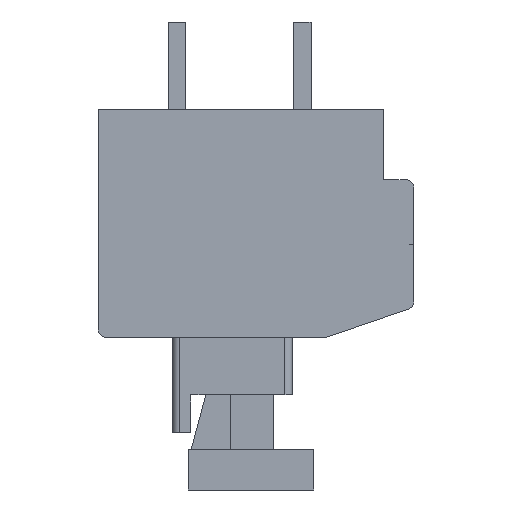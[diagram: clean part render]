
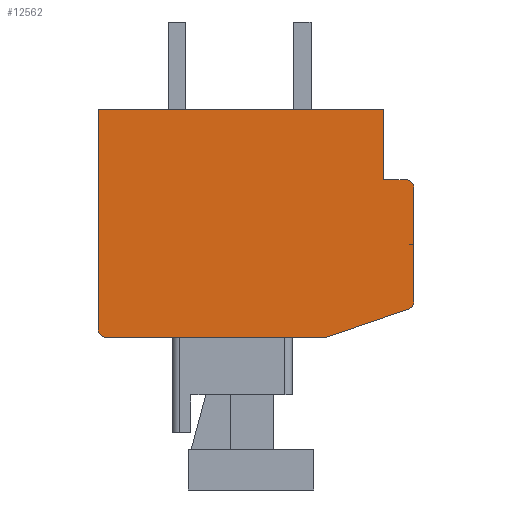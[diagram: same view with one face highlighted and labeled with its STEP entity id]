
A CAD part, front view. The second image highlights one B-rep face of the part: STEP entity #12562.
In plain terms, the highlighted planar face has unit normal (0, -1, 0).
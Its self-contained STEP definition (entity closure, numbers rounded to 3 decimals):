
#1=CARTESIAN_POINT('',(6.,-89.24,-3.136));
#2=DIRECTION('',(0.,-1.,0.));
#3=DIRECTION('',(0.324,0.,-0.946));
#4=AXIS2_PLACEMENT_3D('',#1,#2,#3);
#6=DIRECTION('',(-0.946,0.,-0.324));
#7=VECTOR('',#6,3.486);
#8=CARTESIAN_POINT('',(6.097,-89.24,-3.419));
#9=LINE('',#8,#7);
#10=DIRECTION('',(-1.,0.,0.));
#11=VECTOR('',#10,8.8);
#12=CARTESIAN_POINT('',(2.8,-89.24,-4.55));
#13=LINE('',#12,#11);
#14=CARTESIAN_POINT('',(-6.,-89.24,-4.25));
#15=DIRECTION('',(0.,-1.,0.));
#16=DIRECTION('',(-1.,0.,0.));
#17=AXIS2_PLACEMENT_3D('',#14,#15,#16);
#19=DIRECTION('',(0.,0.,1.));
#20=VECTOR('',#19,8.8);
#21=CARTESIAN_POINT('',(-6.3,-89.24,-4.25));
#22=LINE('',#21,#20);
#23=DIRECTION('',(1.,0.,0.));
#24=VECTOR('',#23,11.4);
#25=CARTESIAN_POINT('',(-6.3,-89.24,4.55));
#26=LINE('',#25,#24);
#27=DIRECTION('',(0.,0.,-1.));
#28=VECTOR('',#27,2.8);
#29=CARTESIAN_POINT('',(5.1,-89.24,4.55));
#30=LINE('',#29,#28);
#31=DIRECTION('',(1.,0.,0.));
#32=VECTOR('',#31,0.9);
#33=CARTESIAN_POINT('',(5.1,-89.24,1.75));
#34=LINE('',#33,#32);
#35=CARTESIAN_POINT('',(6.,-89.24,1.45));
#36=DIRECTION('',(0.,-1.,0.));
#37=DIRECTION('',(1.,0.,0.));
#38=AXIS2_PLACEMENT_3D('',#35,#36,#37);
#40=DIRECTION('',(0.,0.,-1.));
#41=VECTOR('',#40,4.586);
#42=CARTESIAN_POINT('',(6.3,-89.24,1.45));
#43=LINE('',#42,#41);
#9583=CARTESIAN_POINT('',(-6.3,-89.24,4.55));
#9584=CARTESIAN_POINT('',(5.1,-89.24,4.55));
#9585=VERTEX_POINT('',#9583);
#9586=VERTEX_POINT('',#9584);
#9587=CARTESIAN_POINT('',(5.1,-89.24,1.75));
#9588=VERTEX_POINT('',#9587);
#9589=CARTESIAN_POINT('',(6.097,-89.24,-3.419));
#9590=CARTESIAN_POINT('',(6.3,-89.24,-3.136));
#9591=VERTEX_POINT('',#9589);
#9592=VERTEX_POINT('',#9590);
#9593=CARTESIAN_POINT('',(6.3,-89.24,1.45));
#9594=CARTESIAN_POINT('',(6.,-89.24,1.75));
#9595=VERTEX_POINT('',#9593);
#9596=VERTEX_POINT('',#9594);
#9597=CARTESIAN_POINT('',(-6.3,-89.24,-4.25));
#9598=CARTESIAN_POINT('',(-6.,-89.24,-4.55));
#9599=VERTEX_POINT('',#9597);
#9600=VERTEX_POINT('',#9598);
#9601=CARTESIAN_POINT('',(2.8,-89.24,-4.55));
#9602=VERTEX_POINT('',#9601);
#12535=CARTESIAN_POINT('',(0.,-89.24,0.));
#12536=DIRECTION('',(0.,1.,0.));
#12537=DIRECTION('',(1.,0.,0.));
#12538=AXIS2_PLACEMENT_3D('',#12535,#12536,#12537);
#12539=PLANE('',#12538);
#12541=ORIENTED_EDGE('',*,*,#12540,.F.);
#12543=ORIENTED_EDGE('',*,*,#12542,.T.);
#12545=ORIENTED_EDGE('',*,*,#12544,.T.);
#12547=ORIENTED_EDGE('',*,*,#12546,.F.);
#12549=ORIENTED_EDGE('',*,*,#12548,.T.);
#12551=ORIENTED_EDGE('',*,*,#12550,.T.);
#12553=ORIENTED_EDGE('',*,*,#12552,.T.);
#12555=ORIENTED_EDGE('',*,*,#12554,.T.);
#12557=ORIENTED_EDGE('',*,*,#12556,.F.);
#12559=ORIENTED_EDGE('',*,*,#12558,.T.);
#12560=EDGE_LOOP('',(#12541,#12543,#12545,#12547,#12549,#12551,#12553,#12555,
#12557,#12559));
#12561=FACE_OUTER_BOUND('',#12560,.F.);
#12562=ADVANCED_FACE('',(#12561),#12539,.F.);
#5=CIRCLE('',#4,0.3);
#18=CIRCLE('',#17,0.3);
#39=CIRCLE('',#38,0.3);
#12540=EDGE_CURVE('',#9591,#9592,#5,.T.);
#12542=EDGE_CURVE('',#9591,#9602,#9,.T.);
#12544=EDGE_CURVE('',#9602,#9600,#13,.T.);
#12546=EDGE_CURVE('',#9599,#9600,#18,.T.);
#12548=EDGE_CURVE('',#9599,#9585,#22,.T.);
#12550=EDGE_CURVE('',#9585,#9586,#26,.T.);
#12552=EDGE_CURVE('',#9586,#9588,#30,.T.);
#12554=EDGE_CURVE('',#9588,#9596,#34,.T.);
#12556=EDGE_CURVE('',#9595,#9596,#39,.T.);
#12558=EDGE_CURVE('',#9595,#9592,#43,.T.);
